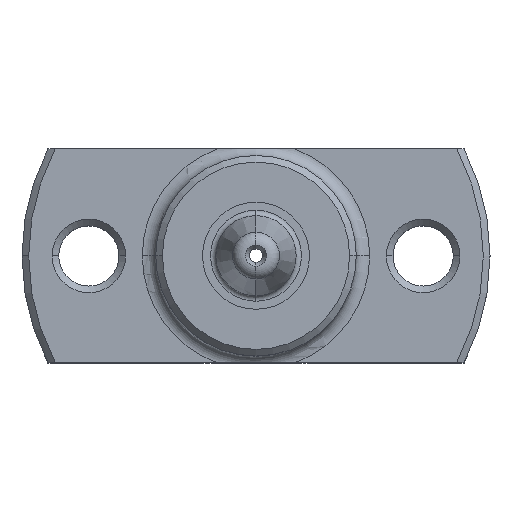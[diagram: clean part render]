
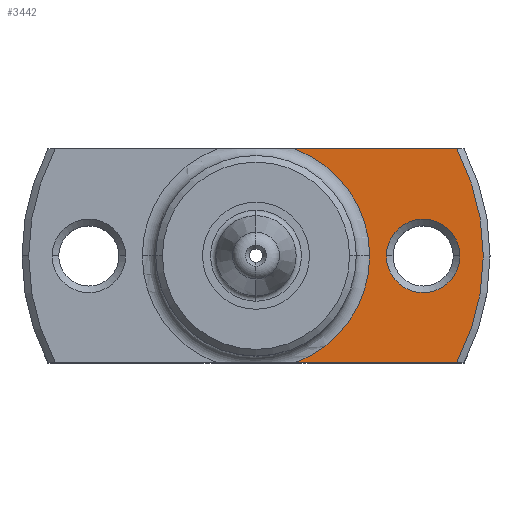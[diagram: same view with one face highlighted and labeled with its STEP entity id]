
A CAD part, top view. The second image highlights one B-rep face of the part: STEP entity #3442.
In plain terms, the highlighted planar face has unit normal (0, 0, 1).
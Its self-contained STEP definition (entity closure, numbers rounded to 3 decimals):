
#153 = VECTOR ( 'NONE', #3574, 1000. ) ;
#226 = PLANE ( 'NONE',  #3531 ) ;
#328 = CIRCLE ( 'NONE', #2627, 8.5 ) ;
#442 = DIRECTION ( 'NONE',  ( 0., 0., -1. ) ) ;
#513 = CARTESIAN_POINT ( 'NONE',  ( 15., -8., 6. ) ) ;
#566 = EDGE_CURVE ( 'NONE', #749, #1516, #3063, .T. ) ;
#606 = ORIENTED_EDGE ( 'NONE', *, *, #2328, .T. ) ;
#640 = CIRCLE ( 'NONE', #2872, 2.75 ) ;
#735 = DIRECTION ( 'NONE',  ( -1., 0., 0. ) ) ;
#740 = EDGE_CURVE ( 'NONE', #1516, #2749, #1682, .T. ) ;
#749 = VERTEX_POINT ( 'NONE', #2357 ) ;
#836 = CARTESIAN_POINT ( 'NONE',  ( 8.5, 0., 6. ) ) ;
#854 = VERTEX_POINT ( 'NONE', #1865 ) ;
#894 = EDGE_CURVE ( 'NONE', #3170, #854, #640, .T. ) ;
#900 = CARTESIAN_POINT ( 'NONE',  ( 15.25, 0., 6. ) ) ;
#1139 = CARTESIAN_POINT ( 'NONE',  ( 15., 8., 6. ) ) ;
#1200 = VERTEX_POINT ( 'NONE', #1628 ) ;
#1235 = VERTEX_POINT ( 'NONE', #1139 ) ;
#1484 = AXIS2_PLACEMENT_3D ( 'NONE', #2192, #1953, #735 ) ;
#1504 = DIRECTION ( 'NONE',  ( 0., 0., 1. ) ) ;
#1516 = VERTEX_POINT ( 'NONE', #2154 ) ;
#1518 = EDGE_CURVE ( 'NONE', #2749, #1235, #3337, .T. ) ;
#1544 = ORIENTED_EDGE ( 'NONE', *, *, #566, .T. ) ;
#1573 = DIRECTION ( 'NONE',  ( -1., 0., 0. ) ) ;
#1604 = AXIS2_PLACEMENT_3D ( 'NONE', #3186, #442, #2884 ) ;
#1628 = CARTESIAN_POINT ( 'NONE',  ( 2.872, 8., 6. ) ) ;
#1682 = LINE ( 'NONE', #2991, #153 ) ;
#1728 = ORIENTED_EDGE ( 'NONE', *, *, #740, .T. ) ;
#1759 = ORIENTED_EDGE ( 'NONE', *, *, #1966, .T. ) ;
#1837 = DIRECTION ( 'NONE',  ( -1., 0., 0. ) ) ;
#1850 = DIRECTION ( 'NONE',  ( -1., 0., 0. ) ) ;
#1865 = CARTESIAN_POINT ( 'NONE',  ( 9.75, 0., 6. ) ) ;
#1953 = DIRECTION ( 'NONE',  ( 0., 0., -1. ) ) ;
#1966 = EDGE_CURVE ( 'NONE', #1235, #1200, #2844, .T. ) ;
#2056 = CIRCLE ( 'NONE', #1484, 2.75 ) ;
#2079 = DIRECTION ( 'NONE',  ( -1., 0., 0. ) ) ;
#2107 = FACE_BOUND ( 'NONE', #2224, .T. ) ;
#2115 = CARTESIAN_POINT ( 'NONE',  ( 0., 0., 6. ) ) ;
#2154 = CARTESIAN_POINT ( 'NONE',  ( 2.872, -8., 6. ) ) ;
#2192 = CARTESIAN_POINT ( 'NONE',  ( 12.5, 0., 6. ) ) ;
#2224 = EDGE_LOOP ( 'NONE', ( #2420, #606 ) ) ;
#2243 = DIRECTION ( 'NONE',  ( 0., 0., -1. ) ) ;
#2247 = DIRECTION ( 'NONE',  ( 0., 0., -1. ) ) ;
#2252 = EDGE_LOOP ( 'NONE', ( #1728, #3171, #1759, #2268, #1544 ) ) ;
#2268 = ORIENTED_EDGE ( 'NONE', *, *, #2331, .T. ) ;
#2328 = EDGE_CURVE ( 'NONE', #854, #3170, #2056, .T. ) ;
#2331 = EDGE_CURVE ( 'NONE', #1200, #749, #328, .T. ) ;
#2352 = DIRECTION ( 'NONE',  ( 0., 0., -1. ) ) ;
#2357 = CARTESIAN_POINT ( 'NONE',  ( 8.5, 0., 6. ) ) ;
#2420 = ORIENTED_EDGE ( 'NONE', *, *, #894, .T. ) ;
#2627 = AXIS2_PLACEMENT_3D ( 'NONE', #3426, #2247, #1573 ) ;
#2749 = VERTEX_POINT ( 'NONE', #513 ) ;
#2844 = LINE ( 'NONE', #3430, #3515 ) ;
#2872 = AXIS2_PLACEMENT_3D ( 'NONE', #3502, #2243, #3118 ) ;
#2884 = DIRECTION ( 'NONE',  ( -1., 0., 0. ) ) ;
#2945 = FACE_OUTER_BOUND ( 'NONE', #2252, .T. ) ;
#2991 = CARTESIAN_POINT ( 'NONE',  ( 8.5, -8., 6. ) ) ;
#3063 = CIRCLE ( 'NONE', #1604, 8.5 ) ;
#3118 = DIRECTION ( 'NONE',  ( -1., 0., 0. ) ) ;
#3170 = VERTEX_POINT ( 'NONE', #900 ) ;
#3171 = ORIENTED_EDGE ( 'NONE', *, *, #1518, .T. ) ;
#3186 = CARTESIAN_POINT ( 'NONE',  ( 0., 0., 6. ) ) ;
#3337 = CIRCLE ( 'NONE', #3644, 17. ) ;
#3426 = CARTESIAN_POINT ( 'NONE',  ( 0., 0., 6. ) ) ;
#3430 = CARTESIAN_POINT ( 'NONE',  ( 8.5, 8., 6. ) ) ;
#3442 = ADVANCED_FACE ( 'NONE', ( #2107, #2945 ), #226, .F. ) ;
#3502 = CARTESIAN_POINT ( 'NONE',  ( 12.5, 0., 6. ) ) ;
#3515 = VECTOR ( 'NONE', #1850, 1000. ) ;
#3531 = AXIS2_PLACEMENT_3D ( 'NONE', #836, #2352, #2079 ) ;
#3574 = DIRECTION ( 'NONE',  ( 1., 0., 0. ) ) ;
#3644 = AXIS2_PLACEMENT_3D ( 'NONE', #2115, #1504, #1837 ) ;
